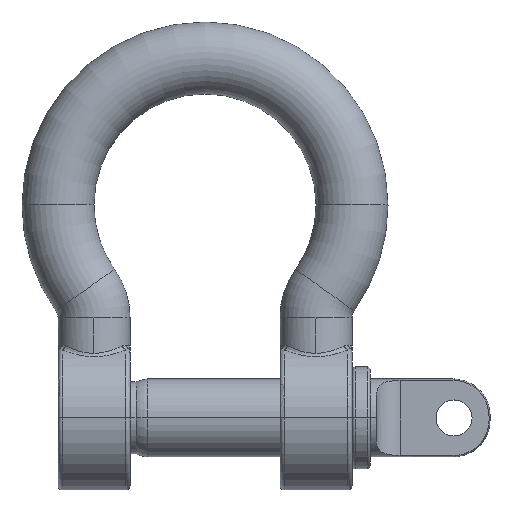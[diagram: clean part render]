
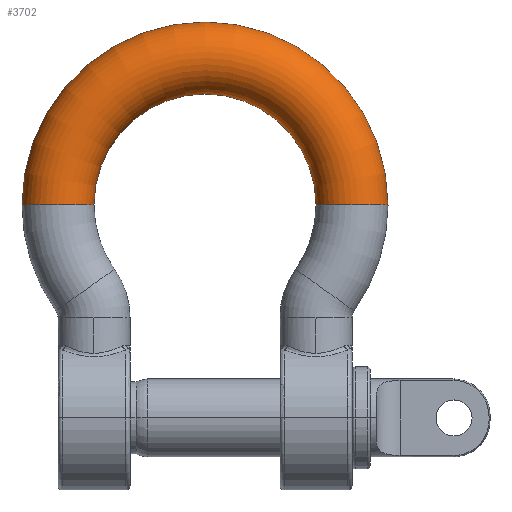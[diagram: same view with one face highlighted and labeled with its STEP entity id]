
A CAD part, top view. The second image highlights one B-rep face of the part: STEP entity #3702.
In plain terms, the highlighted toroidal (fillet/blend) face has major radius 12.25 mm and minor radius 3 mm.
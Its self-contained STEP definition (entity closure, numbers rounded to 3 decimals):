
#3 = CARTESIAN_POINT ( 'NONE',  ( -12.25, 23.75, 0. ) ) ;
#745 = EDGE_LOOP ( 'NONE', ( #4875, #5702, #4320, #2877 ) ) ;
#971 = CARTESIAN_POINT ( 'NONE',  ( 0., 23.75, 0. ) ) ;
#1282 = DIRECTION ( 'NONE',  ( 0., -1., 0. ) ) ;
#2023 = FACE_OUTER_BOUND ( 'NONE', #745, .T. ) ;
#2108 = AXIS2_PLACEMENT_3D ( 'NONE', #971, #15089, #16125 ) ;
#2298 = CARTESIAN_POINT ( 'NONE',  ( -9.25, 23.75, 0. ) ) ;
#2877 = ORIENTED_EDGE ( 'NONE', *, *, #7636, .T. ) ;
#3279 = DIRECTION ( 'NONE',  ( 0., 0., -1. ) ) ;
#3626 = CARTESIAN_POINT ( 'NONE',  ( 9.25, 23.75, 0. ) ) ;
#3702 = ADVANCED_FACE ( 'NONE', ( #2023 ), #11589, .T. ) ;
#4320 = ORIENTED_EDGE ( 'NONE', *, *, #15103, .T. ) ;
#4605 = CARTESIAN_POINT ( 'NONE',  ( 0., 23.75, 0. ) ) ;
#4730 = VERTEX_POINT ( 'NONE', #3626 ) ;
#4875 = ORIENTED_EDGE ( 'NONE', *, *, #13532, .F. ) ;
#4958 = EDGE_CURVE ( 'NONE', #12325, #16449, #11358, .T. ) ;
#5250 = CARTESIAN_POINT ( 'NONE',  ( -15.25, 23.75, 0. ) ) ;
#5702 = ORIENTED_EDGE ( 'NONE', *, *, #4958, .F. ) ;
#6241 = AXIS2_PLACEMENT_3D ( 'NONE', #4605, #3279, #14787 ) ;
#6744 = AXIS2_PLACEMENT_3D ( 'NONE', #13107, #13157, #10691 ) ;
#6842 = CIRCLE ( 'NONE', #2108, 15.25 ) ;
#7636 = EDGE_CURVE ( 'NONE', #4730, #15913, #14316, .T. ) ;
#8029 = AXIS2_PLACEMENT_3D ( 'NONE', #3, #1282, #8896 ) ;
#8896 = DIRECTION ( 'NONE',  ( 0., 0., -1. ) ) ;
#9639 = AXIS2_PLACEMENT_3D ( 'NONE', #13853, #16443, #11408 ) ;
#10691 = DIRECTION ( 'NONE',  ( -1., 0., 0. ) ) ;
#11358 = CIRCLE ( 'NONE', #8029, 3. ) ;
#11408 = DIRECTION ( 'NONE',  ( -1., 0., 0. ) ) ;
#11425 = CIRCLE ( 'NONE', #6241, 9.25 ) ;
#11589 = TOROIDAL_SURFACE ( 'NONE', #9639, 12.25, 3. ) ;
#12325 = VERTEX_POINT ( 'NONE', #2298 ) ;
#13107 = CARTESIAN_POINT ( 'NONE',  ( 12.25, 23.75, 0. ) ) ;
#13157 = DIRECTION ( 'NONE',  ( 0., 1., 0. ) ) ;
#13532 = EDGE_CURVE ( 'NONE', #16449, #15913, #6842, .T. ) ;
#13853 = CARTESIAN_POINT ( 'NONE',  ( 0., 23.75, 0. ) ) ;
#14316 = CIRCLE ( 'NONE', #6744, 3. ) ;
#14787 = DIRECTION ( 'NONE',  ( -1., 0., 0. ) ) ;
#15089 = DIRECTION ( 'NONE',  ( 0., 0., -1. ) ) ;
#15103 = EDGE_CURVE ( 'NONE', #12325, #4730, #11425, .T. ) ;
#15119 = CARTESIAN_POINT ( 'NONE',  ( 15.25, 23.75, 0. ) ) ;
#15913 = VERTEX_POINT ( 'NONE', #15119 ) ;
#16125 = DIRECTION ( 'NONE',  ( -1., 0., 0. ) ) ;
#16443 = DIRECTION ( 'NONE',  ( 0., 0., -1. ) ) ;
#16449 = VERTEX_POINT ( 'NONE', #5250 ) ;
